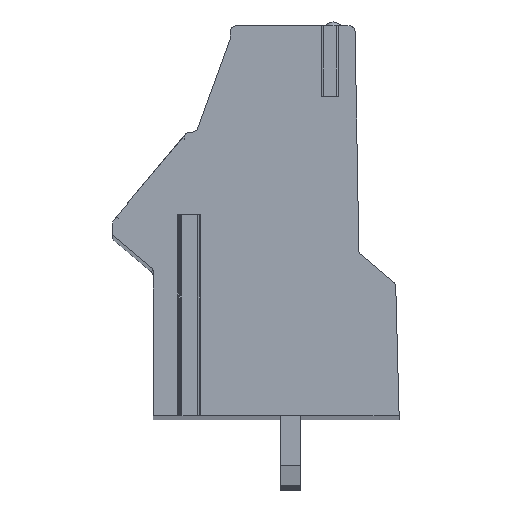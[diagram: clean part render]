
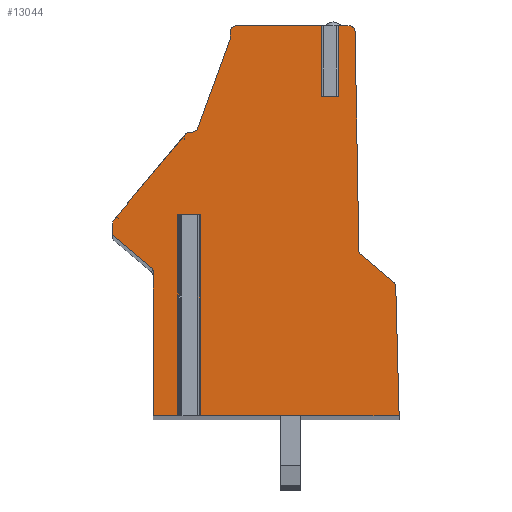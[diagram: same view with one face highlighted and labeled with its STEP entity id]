
A CAD part, top view. The second image highlights one B-rep face of the part: STEP entity #13044.
In plain terms, the highlighted planar face has unit normal (0, 0, 1).
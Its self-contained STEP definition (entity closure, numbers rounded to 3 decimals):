
#13=DIRECTION('',(-1.,0.,0.));
#14=VECTOR('',#13,0.55);
#15=CARTESIAN_POINT('',(3.708,6.127,119.38));
#16=LINE('',#15,#14);
#17=DIRECTION('',(0.,-1.,0.));
#18=VECTOR('',#17,3.5);
#19=CARTESIAN_POINT('',(3.708,9.627,119.38));
#20=LINE('',#19,#18);
#21=DIRECTION('',(-1.,0.,0.));
#22=VECTOR('',#21,0.682);
#23=CARTESIAN_POINT('',(4.39,9.627,119.38));
#24=LINE('',#23,#22);
#25=CARTESIAN_POINT('',(4.39,9.327,119.38));
#26=DIRECTION('',(0.,0.,1.));
#27=DIRECTION('',(1.,0.017,0.));
#28=AXIS2_PLACEMENT_3D('',#25,#26,#27);
#30=DIRECTION('',(-0.017,1.,0.));
#31=VECTOR('',#30,10.885);
#32=CARTESIAN_POINT('',(4.88,-1.552,119.38));
#33=LINE('',#32,#31);
#34=CARTESIAN_POINT('',(5.18,-1.546,119.38));
#35=DIRECTION('',(0.,0.,-1.));
#36=DIRECTION('',(-0.643,-0.766,0.));
#37=AXIS2_PLACEMENT_3D('',#34,#35,#36);
#39=DIRECTION('',(-0.766,0.643,0.));
#40=VECTOR('',#39,2.116);
#41=CARTESIAN_POINT('',(6.608,-3.137,119.38));
#42=LINE('',#41,#40);
#43=CARTESIAN_POINT('',(6.415,-3.366,119.38));
#44=DIRECTION('',(0.,0.,1.));
#45=DIRECTION('',(1.,0.029,0.));
#46=AXIS2_PLACEMENT_3D('',#43,#44,#45);
#48=DIRECTION('',(-0.026,1.,0.));
#49=VECTOR('',#48,6.418);
#50=CARTESIAN_POINT('',(6.883,-9.773,119.38));
#51=LINE('',#50,#49);
#52=DIRECTION('',(1.,0.,0.));
#53=VECTOR('',#52,9.952);
#54=CARTESIAN_POINT('',(-3.069,-9.773,119.38));
#55=LINE('',#54,#53);
#56=DIRECTION('',(0.,-1.,0.));
#57=VECTOR('',#56,10.);
#58=CARTESIAN_POINT('',(-3.069,0.227,119.38));
#59=LINE('',#58,#57);
#60=DIRECTION('',(-1.,0.,0.));
#61=VECTOR('',#60,0.996);
#62=CARTESIAN_POINT('',(-3.069,0.227,119.38));
#63=LINE('',#62,#61);
#64=DIRECTION('',(0.,-1.,0.));
#65=VECTOR('',#64,10.);
#66=CARTESIAN_POINT('',(-4.065,0.227,119.38));
#67=LINE('',#66,#65);
#68=DIRECTION('',(1.,0.,0.));
#69=VECTOR('',#68,1.302);
#70=CARTESIAN_POINT('',(-5.367,-9.773,119.38));
#71=LINE('',#70,#69);
#72=DIRECTION('',(0.,-1.,0.));
#73=VECTOR('',#72,7.198);
#74=CARTESIAN_POINT('',(-5.367,-2.576,119.38));
#75=LINE('',#74,#73);
#76=CARTESIAN_POINT('',(-5.567,-2.576,119.38));
#77=DIRECTION('',(0.,0.,-1.));
#78=DIRECTION('',(0.643,0.766,0.));
#79=AXIS2_PLACEMENT_3D('',#76,#77,#78);
#81=DIRECTION('',(0.766,-0.643,0.));
#82=VECTOR('',#81,2.424);
#83=CARTESIAN_POINT('',(-7.295,-0.864,119.38));
#84=LINE('',#83,#82);
#85=CARTESIAN_POINT('',(-7.167,-0.711,119.38));
#86=DIRECTION('',(0.,0.,1.));
#87=DIRECTION('',(-1.,0.,0.));
#88=AXIS2_PLACEMENT_3D('',#85,#86,#87);
#90=DIRECTION('',(0.,-1.,0.));
#91=VECTOR('',#90,0.52);
#92=CARTESIAN_POINT('',(-7.367,-0.191,119.38));
#93=LINE('',#92,#91);
#94=CARTESIAN_POINT('',(-7.067,-0.191,119.38));
#95=DIRECTION('',(0.,0.,1.));
#96=DIRECTION('',(-0.766,0.643,0.));
#97=AXIS2_PLACEMENT_3D('',#94,#95,#96);
#99=DIRECTION('',(-0.643,-0.766,0.));
#100=VECTOR('',#99,5.645);
#101=CARTESIAN_POINT('',(-3.668,4.327,119.38));
#102=LINE('',#101,#100);
#103=DIRECTION('',(-1.,0.,0.));
#104=VECTOR('',#103,0.236);
#105=CARTESIAN_POINT('',(-3.432,4.327,119.38));
#106=LINE('',#105,#104);
#107=CARTESIAN_POINT('',(-3.432,4.627,119.38));
#108=DIRECTION('',(0.,0.,-1.));
#109=DIRECTION('',(0.94,-0.342,0.));
#110=AXIS2_PLACEMENT_3D('',#107,#108,#109);
#112=DIRECTION('',(-0.342,-0.94,0.));
#113=VECTOR('',#112,4.782);
#114=CARTESIAN_POINT('',(-1.515,9.018,119.38));
#115=LINE('',#114,#113);
#116=DIRECTION('',(0.,-1.,0.));
#117=VECTOR('',#116,0.309);
#118=CARTESIAN_POINT('',(-1.515,9.327,119.38));
#119=LINE('',#118,#117);
#120=CARTESIAN_POINT('',(-1.215,9.327,119.38));
#121=DIRECTION('',(0.,0.,1.));
#122=DIRECTION('',(0.,1.,0.));
#123=AXIS2_PLACEMENT_3D('',#120,#121,#122);
#125=DIRECTION('',(-1.,0.,0.));
#126=VECTOR('',#125,4.373);
#127=CARTESIAN_POINT('',(3.158,9.627,119.38));
#128=LINE('',#127,#126);
#129=DIRECTION('',(0.,-1.,0.));
#130=VECTOR('',#129,3.5);
#131=CARTESIAN_POINT('',(3.158,9.627,119.38));
#132=LINE('',#131,#130);
#10221=CARTESIAN_POINT('',(6.883,-9.773,119.38));
#10222=CARTESIAN_POINT('',(6.715,-3.358,119.38));
#10223=VERTEX_POINT('',#10221);
#10224=VERTEX_POINT('',#10222);
#10225=CARTESIAN_POINT('',(6.608,-3.137,119.38));
#10226=VERTEX_POINT('',#10225);
#10227=CARTESIAN_POINT('',(4.987,-1.776,119.38));
#10228=VERTEX_POINT('',#10227);
#10229=CARTESIAN_POINT('',(4.88,-1.552,119.38));
#10230=VERTEX_POINT('',#10229);
#10231=CARTESIAN_POINT('',(4.69,9.332,119.38));
#10232=VERTEX_POINT('',#10231);
#10233=CARTESIAN_POINT('',(4.39,9.627,119.38));
#10234=VERTEX_POINT('',#10233);
#10235=CARTESIAN_POINT('',(-1.215,9.627,119.38));
#10236=CARTESIAN_POINT('',(-1.515,9.327,119.38));
#10237=VERTEX_POINT('',#10235);
#10238=VERTEX_POINT('',#10236);
#10239=CARTESIAN_POINT('',(-1.515,9.018,119.38));
#10240=VERTEX_POINT('',#10239);
#10241=CARTESIAN_POINT('',(-3.15,4.524,119.38));
#10242=VERTEX_POINT('',#10241);
#10243=CARTESIAN_POINT('',(-3.432,4.327,119.38));
#10244=VERTEX_POINT('',#10243);
#10245=CARTESIAN_POINT('',(-3.668,4.327,119.38));
#10246=VERTEX_POINT('',#10245);
#10247=CARTESIAN_POINT('',(-7.297,0.002,119.38));
#10248=VERTEX_POINT('',#10247);
#10249=CARTESIAN_POINT('',(-7.367,-0.191,119.38));
#10250=VERTEX_POINT('',#10249);
#10251=CARTESIAN_POINT('',(-7.367,-0.711,119.38));
#10252=VERTEX_POINT('',#10251);
#10253=CARTESIAN_POINT('',(-7.295,-0.864,119.38));
#10254=VERTEX_POINT('',#10253);
#10255=CARTESIAN_POINT('',(-5.438,-2.422,119.38));
#10256=VERTEX_POINT('',#10255);
#10257=CARTESIAN_POINT('',(-5.367,-2.576,119.38));
#10258=VERTEX_POINT('',#10257);
#10259=CARTESIAN_POINT('',(-5.367,-9.773,119.38));
#10260=VERTEX_POINT('',#10259);
#10361=CARTESIAN_POINT('',(-3.069,0.227,119.38));
#10362=CARTESIAN_POINT('',(-4.065,0.227,119.38));
#10363=VERTEX_POINT('',#10361);
#10364=VERTEX_POINT('',#10362);
#10365=CARTESIAN_POINT('',(-3.069,-9.773,119.38));
#10366=VERTEX_POINT('',#10365);
#10367=CARTESIAN_POINT('',(-4.065,-9.773,119.38));
#10368=VERTEX_POINT('',#10367);
#10405=CARTESIAN_POINT('',(3.708,6.127,119.38));
#10406=CARTESIAN_POINT('',(3.158,6.127,119.38));
#10407=VERTEX_POINT('',#10405);
#10408=VERTEX_POINT('',#10406);
#10409=CARTESIAN_POINT('',(3.158,9.627,119.38));
#10410=VERTEX_POINT('',#10409);
#10411=CARTESIAN_POINT('',(3.708,9.627,119.38));
#10412=VERTEX_POINT('',#10411);
#12981=CARTESIAN_POINT('',(0.,0.,119.38));
#12982=DIRECTION('',(0.,0.,1.));
#12983=DIRECTION('',(1.,0.,0.));
#12984=AXIS2_PLACEMENT_3D('',#12981,#12982,#12983);
#12985=PLANE('',#12984);
#12987=ORIENTED_EDGE('',*,*,#12986,.F.);
#12989=ORIENTED_EDGE('',*,*,#12988,.F.);
#12991=ORIENTED_EDGE('',*,*,#12990,.F.);
#12993=ORIENTED_EDGE('',*,*,#12992,.F.);
#12995=ORIENTED_EDGE('',*,*,#12994,.F.);
#12997=ORIENTED_EDGE('',*,*,#12996,.F.);
#12999=ORIENTED_EDGE('',*,*,#12998,.F.);
#13001=ORIENTED_EDGE('',*,*,#13000,.F.);
#13003=ORIENTED_EDGE('',*,*,#13002,.F.);
#13005=ORIENTED_EDGE('',*,*,#13004,.F.);
#13007=ORIENTED_EDGE('',*,*,#13006,.F.);
#13009=ORIENTED_EDGE('',*,*,#13008,.T.);
#13011=ORIENTED_EDGE('',*,*,#13010,.T.);
#13013=ORIENTED_EDGE('',*,*,#13012,.F.);
#13015=ORIENTED_EDGE('',*,*,#13014,.F.);
#13017=ORIENTED_EDGE('',*,*,#13016,.F.);
#13019=ORIENTED_EDGE('',*,*,#13018,.F.);
#13021=ORIENTED_EDGE('',*,*,#13020,.F.);
#13023=ORIENTED_EDGE('',*,*,#13022,.F.);
#13025=ORIENTED_EDGE('',*,*,#13024,.F.);
#13027=ORIENTED_EDGE('',*,*,#13026,.F.);
#13029=ORIENTED_EDGE('',*,*,#13028,.F.);
#13031=ORIENTED_EDGE('',*,*,#13030,.F.);
#13033=ORIENTED_EDGE('',*,*,#13032,.F.);
#13035=ORIENTED_EDGE('',*,*,#13034,.F.);
#13037=ORIENTED_EDGE('',*,*,#13036,.F.);
#13039=ORIENTED_EDGE('',*,*,#13038,.F.);
#13041=ORIENTED_EDGE('',*,*,#13040,.T.);
#13042=EDGE_LOOP('',(#12987,#12989,#12991,#12993,#12995,#12997,#12999,#13001,
#13003,#13005,#13007,#13009,#13011,#13013,#13015,#13017,#13019,#13021,#13023,
#13025,#13027,#13029,#13031,#13033,#13035,#13037,#13039,#13041));
#13043=FACE_OUTER_BOUND('',#13042,.F.);
#29=CIRCLE('',#28,0.3);
#38=CIRCLE('',#37,0.3);
#47=CIRCLE('',#46,0.3);
#80=CIRCLE('',#79,0.2);
#89=CIRCLE('',#88,0.2);
#98=CIRCLE('',#97,0.3);
#111=CIRCLE('',#110,0.3);
#124=CIRCLE('',#123,0.3);
#12986=EDGE_CURVE('',#10407,#10408,#16,.T.);
#12988=EDGE_CURVE('',#10412,#10407,#20,.T.);
#12990=EDGE_CURVE('',#10234,#10412,#24,.T.);
#12992=EDGE_CURVE('',#10232,#10234,#29,.T.);
#12994=EDGE_CURVE('',#10230,#10232,#33,.T.);
#12996=EDGE_CURVE('',#10228,#10230,#38,.T.);
#12998=EDGE_CURVE('',#10226,#10228,#42,.T.);
#13000=EDGE_CURVE('',#10224,#10226,#47,.T.);
#13002=EDGE_CURVE('',#10223,#10224,#51,.T.);
#13004=EDGE_CURVE('',#10366,#10223,#55,.T.);
#13006=EDGE_CURVE('',#10363,#10366,#59,.T.);
#13008=EDGE_CURVE('',#10363,#10364,#63,.T.);
#13010=EDGE_CURVE('',#10364,#10368,#67,.T.);
#13012=EDGE_CURVE('',#10260,#10368,#71,.T.);
#13014=EDGE_CURVE('',#10258,#10260,#75,.T.);
#13016=EDGE_CURVE('',#10256,#10258,#80,.T.);
#13018=EDGE_CURVE('',#10254,#10256,#84,.T.);
#13020=EDGE_CURVE('',#10252,#10254,#89,.T.);
#13022=EDGE_CURVE('',#10250,#10252,#93,.T.);
#13024=EDGE_CURVE('',#10248,#10250,#98,.T.);
#13026=EDGE_CURVE('',#10246,#10248,#102,.T.);
#13028=EDGE_CURVE('',#10244,#10246,#106,.T.);
#13030=EDGE_CURVE('',#10242,#10244,#111,.T.);
#13032=EDGE_CURVE('',#10240,#10242,#115,.T.);
#13034=EDGE_CURVE('',#10238,#10240,#119,.T.);
#13036=EDGE_CURVE('',#10237,#10238,#124,.T.);
#13038=EDGE_CURVE('',#10410,#10237,#128,.T.);
#13040=EDGE_CURVE('',#10410,#10408,#132,.T.);
#13044=ADVANCED_FACE('',(#13043),#12985,.T.);
